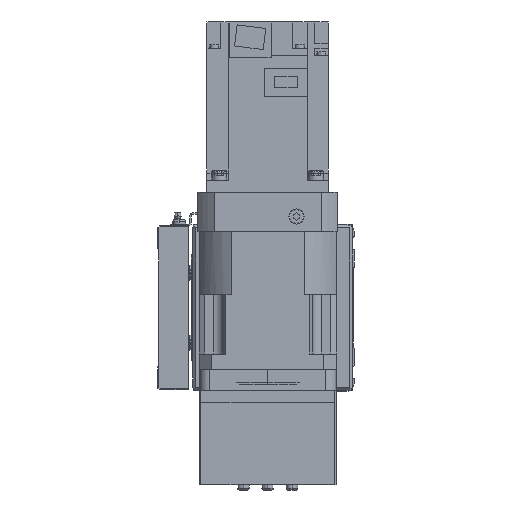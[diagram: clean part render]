
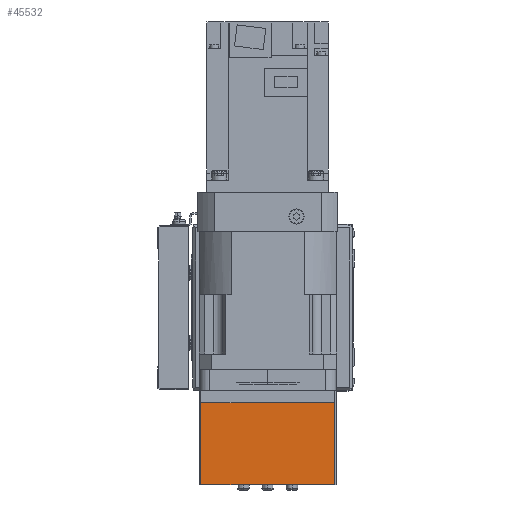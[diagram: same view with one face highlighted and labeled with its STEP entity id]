
A CAD part, left-side view. The second image highlights one B-rep face of the part: STEP entity #45532.
In plain terms, the highlighted planar face has unit normal (-1, 0, 0).
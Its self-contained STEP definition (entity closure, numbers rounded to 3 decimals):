
#1952 = VECTOR ( 'NONE', #46721, 1000. ) ;
#2536 = VERTEX_POINT ( 'NONE', #37785 ) ;
#3566 = EDGE_LOOP ( 'NONE', ( #28053, #13277, #25875, #28874 ) ) ;
#6175 = EDGE_CURVE ( 'NONE', #20024, #7993, #31714, .T. ) ;
#7183 = VERTEX_POINT ( 'NONE', #14036 ) ;
#7993 = VERTEX_POINT ( 'NONE', #13357 ) ;
#9616 = DIRECTION ( 'NONE',  ( 0., 0., 1. ) ) ;
#10617 = LINE ( 'NONE', #35411, #31846 ) ;
#13277 = ORIENTED_EDGE ( 'NONE', *, *, #6175, .F. ) ;
#13357 = CARTESIAN_POINT ( 'NONE',  ( -99.5, 12.1, -62.5 ) ) ;
#13381 = EDGE_CURVE ( 'NONE', #2536, #7993, #21524, .T. ) ;
#13697 = CARTESIAN_POINT ( 'NONE',  ( -99.5, 100.1, -62.5 ) ) ;
#14036 = CARTESIAN_POINT ( 'NONE',  ( -99.5, 100.1, -116.5 ) ) ;
#17714 = CARTESIAN_POINT ( 'NONE',  ( -99.5, 100.1, -116.5 ) ) ;
#19063 = VECTOR ( 'NONE', #43134, 1000. ) ;
#20024 = VERTEX_POINT ( 'NONE', #13697 ) ;
#21524 = LINE ( 'NONE', #40531, #34494 ) ;
#24834 = PLANE ( 'NONE',  #25600 ) ;
#25600 = AXIS2_PLACEMENT_3D ( 'NONE', #17714, #48138, #9616 ) ;
#25875 = ORIENTED_EDGE ( 'NONE', *, *, #42035, .F. ) ;
#27957 = LINE ( 'NONE', #43427, #1952 ) ;
#28053 = ORIENTED_EDGE ( 'NONE', *, *, #13381, .T. ) ;
#28613 = FACE_OUTER_BOUND ( 'NONE', #3566, .T. ) ;
#28874 = ORIENTED_EDGE ( 'NONE', *, *, #30858, .T. ) ;
#30858 = EDGE_CURVE ( 'NONE', #7183, #2536, #27957, .T. ) ;
#31714 = LINE ( 'NONE', #47185, #19063 ) ;
#31846 = VECTOR ( 'NONE', #42787, 1000. ) ;
#34494 = VECTOR ( 'NONE', #36212, 1000. ) ;
#35411 = CARTESIAN_POINT ( 'NONE',  ( -99.5, 100.1, -116.5 ) ) ;
#36212 = DIRECTION ( 'NONE',  ( 0., 0., 1. ) ) ;
#37785 = CARTESIAN_POINT ( 'NONE',  ( -99.5, 12.1, -116.5 ) ) ;
#40531 = CARTESIAN_POINT ( 'NONE',  ( -99.5, 12.1, -116.5 ) ) ;
#42035 = EDGE_CURVE ( 'NONE', #7183, #20024, #10617, .T. ) ;
#42787 = DIRECTION ( 'NONE',  ( 0., 0., 1. ) ) ;
#43134 = DIRECTION ( 'NONE',  ( 0., -1., 0. ) ) ;
#43427 = CARTESIAN_POINT ( 'NONE',  ( -99.5, 100.1, -116.5 ) ) ;
#45532 = ADVANCED_FACE ( 'NONE', ( #28613 ), #24834, .T. ) ;
#46721 = DIRECTION ( 'NONE',  ( 0., -1., 0. ) ) ;
#47185 = CARTESIAN_POINT ( 'NONE',  ( -99.5, 100.1, -62.5 ) ) ;
#48138 = DIRECTION ( 'NONE',  ( -1., 0., 0. ) ) ;
